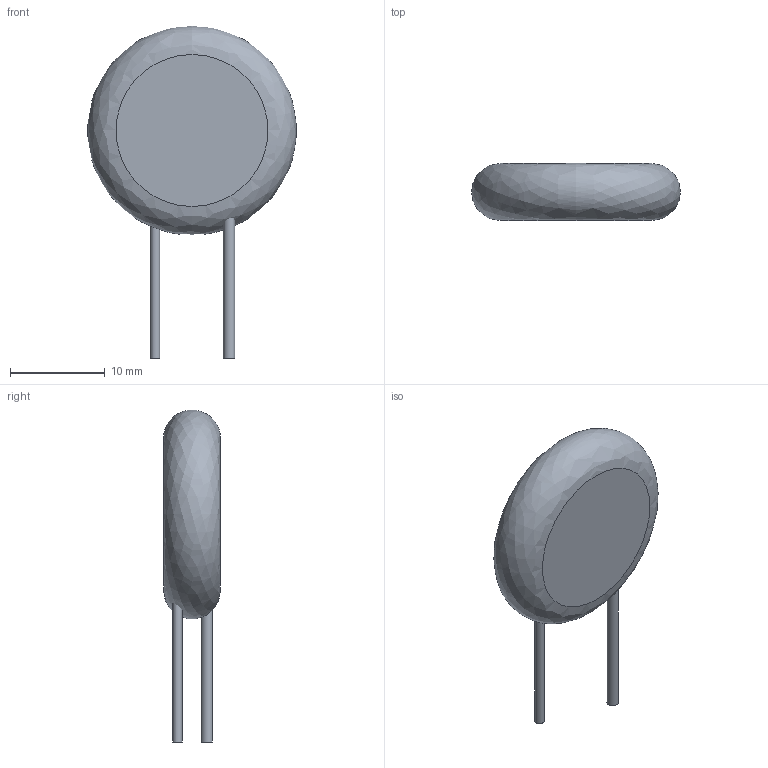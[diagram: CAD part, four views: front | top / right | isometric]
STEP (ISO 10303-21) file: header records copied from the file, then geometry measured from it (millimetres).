
FILE_DESCRIPTION(('FreeCAD Model'),'2;1');
FILE_NAME('Open CASCADE Shape Model','2023-01-19T14:19:52',( 'kicad StepUp'),('ksu MCAD'),'Open CASCADE STEP processor 7.5', 'FreeCAD','Unknown');
FILE_SCHEMA(('AUTOMOTIVE_DESIGN { 1 0 10303 214 1 1 1 1 }'));
Length unit declared in the file: millimetre
Products named in the file (1): Part_cp
Bounding box: 22 x 6 x 34.95 mm (x, y, z)
Volume: 2076 mm3; surface area: 1158.3 mm2
Topology: 3 solids, 3 shells, 9 faces, 9 edges, 6 vertices
Faces by surface type: plane 6, cylinder 2, revolution 1
Full cylindrical faces by diameter (mm): 1 x1, 1.2 x1
Entity records: 275 total; most frequent: DIRECTION 37, CARTESIAN_POINT 26, ORIENTED_EDGE 18, AXIS2_PLACEMENT_3D 17, PRESENTATION_STYLE_ASSIGNMENT 12, SURFACE_STYLE_USAGE 12, SURFACE_SIDE_STYLE 12, SURFACE_STYLE_FILL_AREA 12
